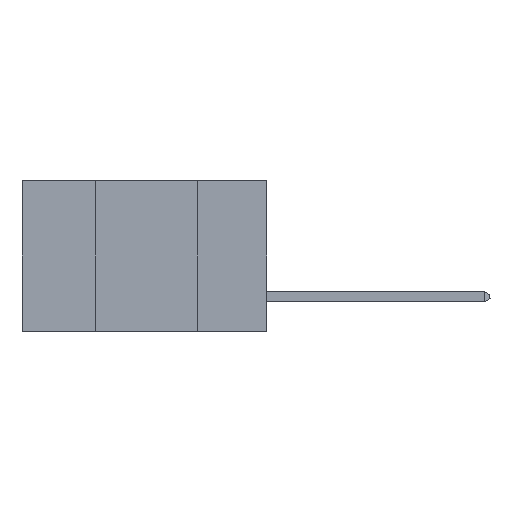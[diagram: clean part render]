
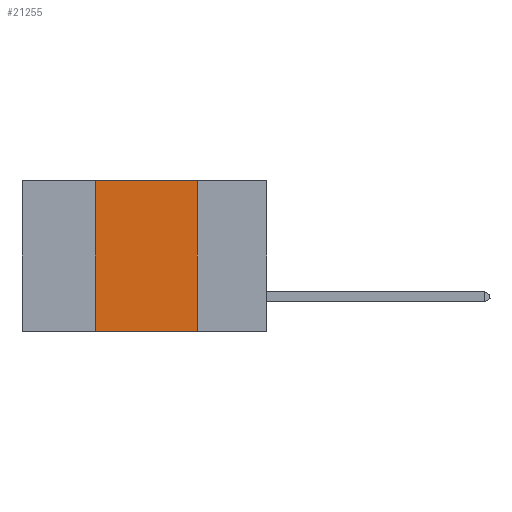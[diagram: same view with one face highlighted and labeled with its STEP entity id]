
A CAD part, left-side view. The second image highlights one B-rep face of the part: STEP entity #21255.
In plain terms, the highlighted planar face has unit normal (-1, 0, 0).
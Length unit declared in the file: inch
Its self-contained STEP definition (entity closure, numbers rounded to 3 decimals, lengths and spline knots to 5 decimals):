
#288 = DIRECTION ( 'NONE',  ( 0., 0., 1. ) ) ;
#526 = DIRECTION ( 'NONE',  ( 0., -1., 0. ) ) ;
#2054 = LINE ( 'NONE', #23258, #6078 ) ;
#6078 = VECTOR ( 'NONE', #21493, 39.37008 ) ;
#6568 = CARTESIAN_POINT ( 'NONE',  ( 0., 0.6, -0.37 ) ) ;
#7147 = EDGE_CURVE ( 'NONE', #11003, #8616, #9717, .T. ) ;
#7896 = AXIS2_PLACEMENT_3D ( 'NONE', #22700, #11744, #11498 ) ;
#8038 = PLANE ( 'NONE',  #7896 ) ;
#8616 = VERTEX_POINT ( 'NONE', #16726 ) ;
#8901 = VECTOR ( 'NONE', #19066, 39.37008 ) ;
#9717 = LINE ( 'NONE', #11263, #10854 ) ;
#10854 = VECTOR ( 'NONE', #288, 39.37008 ) ;
#10922 = EDGE_CURVE ( 'NONE', #23399, #14503, #2054, .T. ) ;
#11003 = VERTEX_POINT ( 'NONE', #15848 ) ;
#11263 = CARTESIAN_POINT ( 'NONE',  ( 0., 0.42, 0. ) ) ;
#11498 = DIRECTION ( 'NONE',  ( 0., 0., -1. ) ) ;
#11499 = CARTESIAN_POINT ( 'NONE',  ( 0., 0.17, -0.37 ) ) ;
#11744 = DIRECTION ( 'NONE',  ( 1., 0., 0. ) ) ;
#12838 = EDGE_LOOP ( 'NONE', ( #22561, #19060, #21468, #16736 ) ) ;
#13168 = EDGE_CURVE ( 'NONE', #8616, #23399, #20658, .T. ) ;
#13177 = EDGE_CURVE ( 'NONE', #11003, #14503, #15766, .T. ) ;
#14460 = FACE_OUTER_BOUND ( 'NONE', #12838, .T. ) ;
#14503 = VERTEX_POINT ( 'NONE', #11499 ) ;
#15766 = LINE ( 'NONE', #6568, #8901 ) ;
#15848 = CARTESIAN_POINT ( 'NONE',  ( 0., 0.42, -0.37 ) ) ;
#16642 = CARTESIAN_POINT ( 'NONE',  ( 0., 0.17, 0. ) ) ;
#16726 = CARTESIAN_POINT ( 'NONE',  ( 0., 0.42, 0. ) ) ;
#16736 = ORIENTED_EDGE ( 'NONE', *, *, #13177, .T. ) ;
#17054 = CARTESIAN_POINT ( 'NONE',  ( 0., 0.6, 0. ) ) ;
#19060 = ORIENTED_EDGE ( 'NONE', *, *, #13168, .F. ) ;
#19066 = DIRECTION ( 'NONE',  ( 0., -1., 0. ) ) ;
#20658 = LINE ( 'NONE', #17054, #23503 ) ;
#21255 = ADVANCED_FACE ( 'NONE', ( #14460 ), #8038, .F. ) ;
#21468 = ORIENTED_EDGE ( 'NONE', *, *, #7147, .F. ) ;
#21493 = DIRECTION ( 'NONE',  ( 0., 0., -1. ) ) ;
#22561 = ORIENTED_EDGE ( 'NONE', *, *, #10922, .F. ) ;
#22700 = CARTESIAN_POINT ( 'NONE',  ( 0., 0.6, 0. ) ) ;
#23258 = CARTESIAN_POINT ( 'NONE',  ( 0., 0.17, 0. ) ) ;
#23399 = VERTEX_POINT ( 'NONE', #16642 ) ;
#23503 = VECTOR ( 'NONE', #526, 39.37008 ) ;
